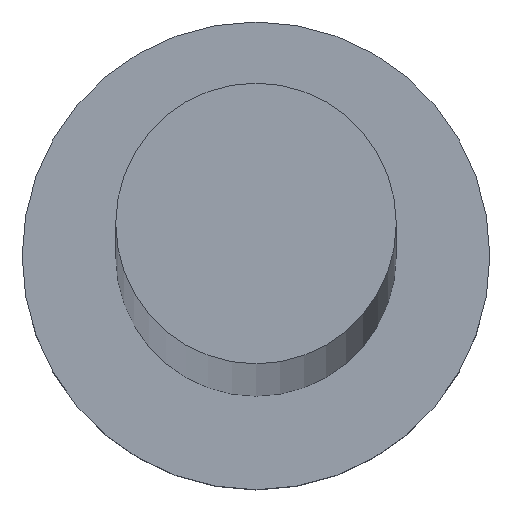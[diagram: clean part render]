
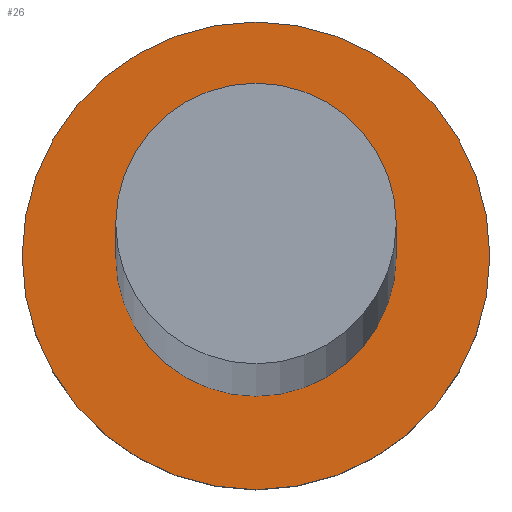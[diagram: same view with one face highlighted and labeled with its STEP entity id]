
A CAD part, top view. The second image highlights one B-rep face of the part: STEP entity #26.
In plain terms, the highlighted planar face has unit normal (0, 0, 1).
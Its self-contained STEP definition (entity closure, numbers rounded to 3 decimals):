
#9 = AXIS2_PLACEMENT_3D ( 'NONE', #93, #76, #97 ) ;
#16 = CARTESIAN_POINT ( 'NONE',  ( -10., 0., 7. ) ) ;
#26 = ADVANCED_FACE ( 'NONE', ( #74, #51 ), #69, .T. ) ;
#39 = CARTESIAN_POINT ( 'NONE',  ( -6., 0., 7. ) ) ;
#44 = EDGE_LOOP ( 'NONE', ( #109, #147 ) ) ;
#45 = ORIENTED_EDGE ( 'NONE', *, *, #210, .F. ) ;
#51 = FACE_OUTER_BOUND ( 'NONE', #44, .T. ) ;
#53 = DIRECTION ( 'NONE',  ( 1., 0., 0. ) ) ;
#61 = CARTESIAN_POINT ( 'NONE',  ( 0., 0., 7. ) ) ;
#69 = PLANE ( 'NONE',  #107 ) ;
#74 = FACE_BOUND ( 'NONE', #173, .T. ) ;
#76 = DIRECTION ( 'NONE',  ( 0., 0., 1. ) ) ;
#77 = CARTESIAN_POINT ( 'NONE',  ( 0., 0., 7. ) ) ;
#82 = VERTEX_POINT ( 'NONE', #161 ) ;
#83 = CIRCLE ( 'NONE', #214, 6. ) ;
#93 = CARTESIAN_POINT ( 'NONE',  ( 0., 0., 7. ) ) ;
#94 = CARTESIAN_POINT ( 'NONE',  ( 0., 0., 7. ) ) ;
#96 = AXIS2_PLACEMENT_3D ( 'NONE', #94, #213, #195 ) ;
#97 = DIRECTION ( 'NONE',  ( 1., 0., 0. ) ) ;
#99 = DIRECTION ( 'NONE',  ( 0., 0., 1. ) ) ;
#107 = AXIS2_PLACEMENT_3D ( 'NONE', #150, #248, #203 ) ;
#109 = ORIENTED_EDGE ( 'NONE', *, *, #113, .T. ) ;
#113 = EDGE_CURVE ( 'NONE', #177, #176, #130, .T. ) ;
#116 = DIRECTION ( 'NONE',  ( 0., 0., 1. ) ) ;
#130 = CIRCLE ( 'NONE', #134, 10. ) ;
#134 = AXIS2_PLACEMENT_3D ( 'NONE', #61, #99, #139 ) ;
#135 = CIRCLE ( 'NONE', #96, 10. ) ;
#139 = DIRECTION ( 'NONE',  ( 1., 0., 0. ) ) ;
#147 = ORIENTED_EDGE ( 'NONE', *, *, #249, .T. ) ;
#150 = CARTESIAN_POINT ( 'NONE',  ( 0., 0., 7. ) ) ;
#154 = CIRCLE ( 'NONE', #9, 6. ) ;
#159 = CARTESIAN_POINT ( 'NONE',  ( 10., 0., 7. ) ) ;
#161 = CARTESIAN_POINT ( 'NONE',  ( 6., 0., 7. ) ) ;
#166 = VERTEX_POINT ( 'NONE', #39 ) ;
#173 = EDGE_LOOP ( 'NONE', ( #202, #45 ) ) ;
#176 = VERTEX_POINT ( 'NONE', #159 ) ;
#177 = VERTEX_POINT ( 'NONE', #16 ) ;
#195 = DIRECTION ( 'NONE',  ( 1., 0., 0. ) ) ;
#202 = ORIENTED_EDGE ( 'NONE', *, *, #224, .F. ) ;
#203 = DIRECTION ( 'NONE',  ( 1., 0., 0. ) ) ;
#210 = EDGE_CURVE ( 'NONE', #82, #166, #154, .T. ) ;
#213 = DIRECTION ( 'NONE',  ( 0., 0., 1. ) ) ;
#214 = AXIS2_PLACEMENT_3D ( 'NONE', #77, #116, #53 ) ;
#224 = EDGE_CURVE ( 'NONE', #166, #82, #83, .T. ) ;
#248 = DIRECTION ( 'NONE',  ( 0., 0., 1. ) ) ;
#249 = EDGE_CURVE ( 'NONE', #176, #177, #135, .T. ) ;
